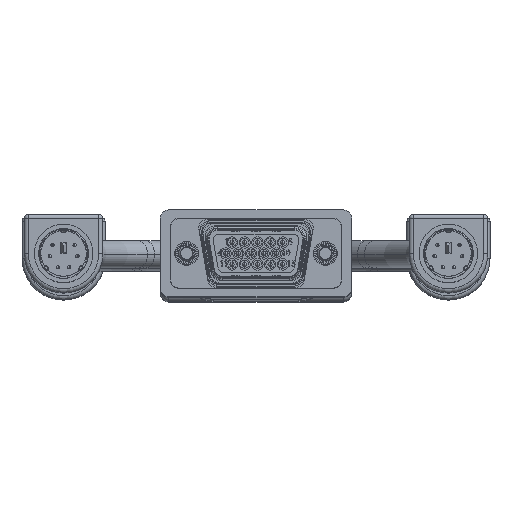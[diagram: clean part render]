
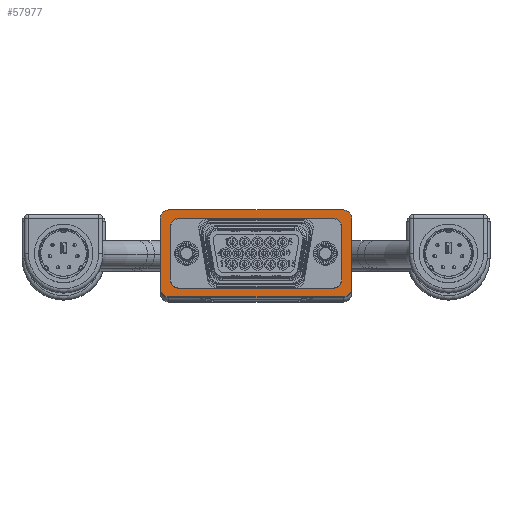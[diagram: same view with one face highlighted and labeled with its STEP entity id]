
A CAD part, top view. The second image highlights one B-rep face of the part: STEP entity #57977.
In plain terms, the highlighted face is planar.
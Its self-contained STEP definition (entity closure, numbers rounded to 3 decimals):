
#582 = ORIENTED_EDGE ( 'NONE', *, *, #58728, .F. ) ;
#1144 = DIRECTION ( 'NONE',  ( 1., 0., 0. ) ) ;
#2726 = CARTESIAN_POINT ( 'NONE',  ( -17.234, -7.836, -17.716 ) ) ;
#5919 = EDGE_LOOP ( 'NONE', ( #78428, #34173, #95209, #97616, #71078, #95321, #20741, #76981 ) ) ;
#7452 = ORIENTED_EDGE ( 'NONE', *, *, #59792, .F. ) ;
#7725 = AXIS2_PLACEMENT_3D ( 'NONE', #106325, #96091, #105935 ) ;
#8122 = DIRECTION ( 'NONE',  ( -1., 0., 0. ) ) ;
#8567 = VERTEX_POINT ( 'NONE', #96470 ) ;
#10021 = VERTEX_POINT ( 'NONE', #33858 ) ;
#10525 = CARTESIAN_POINT ( 'NONE',  ( 15.43, -4.775, -17.716 ) ) ;
#11959 = EDGE_CURVE ( 'NONE', #101597, #28547, #46583, .T. ) ;
#12471 = DIRECTION ( 'NONE',  ( 0., -1., 0. ) ) ;
#13191 = DIRECTION ( 'NONE',  ( 0., 0., -1. ) ) ;
#13711 = VECTOR ( 'NONE', #8122, 1000. ) ;
#16045 = LINE ( 'NONE', #24102, #82942 ) ;
#16069 = VERTEX_POINT ( 'NONE', #72693 ) ;
#16073 = VERTEX_POINT ( 'NONE', #91074 ) ;
#16343 = AXIS2_PLACEMENT_3D ( 'NONE', #40240, #13191, #21968 ) ;
#19120 = ORIENTED_EDGE ( 'NONE', *, *, #108827, .F. ) ;
#20568 = CARTESIAN_POINT ( 'NONE',  ( -15.431, -4.775, -17.716 ) ) ;
#20733 = CARTESIAN_POINT ( 'NONE',  ( -17.234, 6.312, -17.716 ) ) ;
#20741 = ORIENTED_EDGE ( 'NONE', *, *, #58818, .T. ) ;
#21930 = LINE ( 'NONE', #77188, #13711 ) ;
#21968 = DIRECTION ( 'NONE',  ( 1., 0., 0. ) ) ;
#23250 = DIRECTION ( 'NONE',  ( -1., 0., 0. ) ) ;
#23299 = VERTEX_POINT ( 'NONE', #105858 ) ;
#23478 = EDGE_CURVE ( 'NONE', #26413, #74435, #108933, .T. ) ;
#23574 = FACE_BOUND ( 'NONE', #58513, .T. ) ;
#23741 = DIRECTION ( 'NONE',  ( -1., 0., 0. ) ) ;
#24102 = CARTESIAN_POINT ( 'NONE',  ( -17.234, 7.836, -17.716 ) ) ;
#24146 = CARTESIAN_POINT ( 'NONE',  ( -17.234, 7.836, -17.716 ) ) ;
#26199 = DIRECTION ( 'NONE',  ( 0., 0., -1. ) ) ;
#26413 = VERTEX_POINT ( 'NONE', #20568 ) ;
#28547 = VERTEX_POINT ( 'NONE', #93051 ) ;
#28671 = EDGE_CURVE ( 'NONE', #16069, #79993, #45781, .T. ) ;
#32015 = LINE ( 'NONE', #102659, #71440 ) ;
#32227 = ORIENTED_EDGE ( 'NONE', *, *, #52292, .F. ) ;
#32864 = EDGE_CURVE ( 'NONE', #101597, #79993, #76116, .T. ) ;
#33242 = CIRCLE ( 'NONE', #92576, 1.524 ) ;
#33487 = DIRECTION ( 'NONE',  ( 0., 0., -1. ) ) ;
#33858 = CARTESIAN_POINT ( 'NONE',  ( 15.431, 4.775, -17.716 ) ) ;
#33884 = CARTESIAN_POINT ( 'NONE',  ( -15.71, -6.312, -17.716 ) ) ;
#34173 = ORIENTED_EDGE ( 'NONE', *, *, #11959, .T. ) ;
#34872 = LINE ( 'NONE', #64304, #45134 ) ;
#36117 = DIRECTION ( 'NONE',  ( 1., 0., 0. ) ) ;
#39687 = VERTEX_POINT ( 'NONE', #84173 ) ;
#40240 = CARTESIAN_POINT ( 'NONE',  ( 15.71, 6.312, -17.716 ) ) ;
#40938 = DIRECTION ( 'NONE',  ( 0., 0., 1. ) ) ;
#45127 = CIRCLE ( 'NONE', #72041, 1.524 ) ;
#45134 = VECTOR ( 'NONE', #12471, 1000. ) ;
#45781 = CIRCLE ( 'NONE', #87163, 1.524 ) ;
#46583 = CIRCLE ( 'NONE', #49643, 1.524 ) ;
#47036 = VECTOR ( 'NONE', #83346, 1000. ) ;
#49643 = AXIS2_PLACEMENT_3D ( 'NONE', #103272, #33487, #51006 ) ;
#51006 = DIRECTION ( 'NONE',  ( 1., 0., 0. ) ) ;
#51992 = EDGE_CURVE ( 'NONE', #78420, #16073, #57462, .T. ) ;
#52292 = EDGE_CURVE ( 'NONE', #74435, #100717, #45127, .T. ) ;
#52668 = CARTESIAN_POINT ( 'NONE',  ( 13.906, 4.775, -17.716 ) ) ;
#53232 = LINE ( 'NONE', #2726, #75097 ) ;
#53449 = FACE_OUTER_BOUND ( 'NONE', #5919, .T. ) ;
#54595 = ORIENTED_EDGE ( 'NONE', *, *, #108487, .F. ) ;
#55017 = DIRECTION ( 'NONE',  ( 1., 0., 0. ) ) ;
#55395 = CARTESIAN_POINT ( 'NONE',  ( 13.906, -4.775, -17.716 ) ) ;
#57462 = CIRCLE ( 'NONE', #7725, 1.524 ) ;
#57977 = ADVANCED_FACE ( 'NONE', ( #23574, #53449 ), #74103, .F. ) ;
#58513 = EDGE_LOOP ( 'NONE', ( #91650, #19120, #54595, #32227, #95259, #112908, #582, #7452 ) ) ;
#58728 = EDGE_CURVE ( 'NONE', #23299, #105085, #21930, .T. ) ;
#58818 = EDGE_CURVE ( 'NONE', #16073, #16069, #53232, .T. ) ;
#59408 = DIRECTION ( 'NONE',  ( 1., 0., 0. ) ) ;
#59792 = EDGE_CURVE ( 'NONE', #63215, #23299, #70672, .T. ) ;
#60086 = CARTESIAN_POINT ( 'NONE',  ( -13.906, 6.299, -17.716 ) ) ;
#60132 = DIRECTION ( 'NONE',  ( 0., 0., -1. ) ) ;
#62126 = EDGE_CURVE ( 'NONE', #39687, #8567, #94286, .T. ) ;
#63215 = VERTEX_POINT ( 'NONE', #10525 ) ;
#64213 = EDGE_CURVE ( 'NONE', #39687, #28547, #16045, .T. ) ;
#64304 = CARTESIAN_POINT ( 'NONE',  ( 15.43, 4.775, -17.716 ) ) ;
#65993 = EDGE_CURVE ( 'NONE', #10021, #63215, #34872, .T. ) ;
#66654 = CARTESIAN_POINT ( 'NONE',  ( -13.907, 4.775, -17.716 ) ) ;
#67532 = CARTESIAN_POINT ( 'NONE',  ( -15.431, 4.775, -17.716 ) ) ;
#67893 = DIRECTION ( 'NONE',  ( 0., -1., 0. ) ) ;
#68131 = DIRECTION ( 'NONE',  ( 0., 0., -1. ) ) ;
#69264 = VECTOR ( 'NONE', #109667, 1000. ) ;
#70672 = CIRCLE ( 'NONE', #92898, 1.524 ) ;
#71078 = ORIENTED_EDGE ( 'NONE', *, *, #85621, .T. ) ;
#71152 = CARTESIAN_POINT ( 'NONE',  ( -13.906, -6.299, -17.716 ) ) ;
#71440 = VECTOR ( 'NONE', #67893, 1000. ) ;
#72041 = AXIS2_PLACEMENT_3D ( 'NONE', #66654, #68131, #23250 ) ;
#72354 = CIRCLE ( 'NONE', #92903, 1.524 ) ;
#72693 = CARTESIAN_POINT ( 'NONE',  ( -15.71, -7.836, -17.716 ) ) ;
#74103 = PLANE ( 'NONE',  #79263 ) ;
#74197 = CARTESIAN_POINT ( 'NONE',  ( -15.431, 4.775, -17.716 ) ) ;
#74286 = LINE ( 'NONE', #102369, #47036 ) ;
#74435 = VERTEX_POINT ( 'NONE', #67532 ) ;
#75097 = VECTOR ( 'NONE', #82095, 1000. ) ;
#76116 = LINE ( 'NONE', #99367, #99348 ) ;
#76981 = ORIENTED_EDGE ( 'NONE', *, *, #28671, .T. ) ;
#77188 = CARTESIAN_POINT ( 'NONE',  ( 13.906, -6.299, -17.716 ) ) ;
#78264 = DIRECTION ( 'NONE',  ( 0., 0., -1. ) ) ;
#78420 = VERTEX_POINT ( 'NONE', #91368 ) ;
#78428 = ORIENTED_EDGE ( 'NONE', *, *, #32864, .F. ) ;
#79263 = AXIS2_PLACEMENT_3D ( 'NONE', #24146, #40938, #85171 ) ;
#79993 = VERTEX_POINT ( 'NONE', #80698 ) ;
#80698 = CARTESIAN_POINT ( 'NONE',  ( -17.234, -6.312, -17.716 ) ) ;
#82095 = DIRECTION ( 'NONE',  ( -1., 0., 0. ) ) ;
#82942 = VECTOR ( 'NONE', #23741, 1000. ) ;
#83346 = DIRECTION ( 'NONE',  ( 1., 0., 0. ) ) ;
#84173 = CARTESIAN_POINT ( 'NONE',  ( 15.71, 7.836, -17.716 ) ) ;
#84272 = VERTEX_POINT ( 'NONE', #105070 ) ;
#85171 = DIRECTION ( 'NONE',  ( 1., 0., 0. ) ) ;
#85621 = EDGE_CURVE ( 'NONE', #8567, #78420, #32015, .T. ) ;
#87163 = AXIS2_PLACEMENT_3D ( 'NONE', #33884, #60132, #59408 ) ;
#88394 = CARTESIAN_POINT ( 'NONE',  ( -13.907, -4.775, -17.716 ) ) ;
#90606 = DIRECTION ( 'NONE',  ( 0., -1., 0. ) ) ;
#91074 = CARTESIAN_POINT ( 'NONE',  ( 15.71, -7.836, -17.716 ) ) ;
#91368 = CARTESIAN_POINT ( 'NONE',  ( 17.234, -6.312, -17.716 ) ) ;
#91650 = ORIENTED_EDGE ( 'NONE', *, *, #65993, .F. ) ;
#92576 = AXIS2_PLACEMENT_3D ( 'NONE', #52668, #78264, #1144 ) ;
#92898 = AXIS2_PLACEMENT_3D ( 'NONE', #55395, #99740, #55017 ) ;
#92903 = AXIS2_PLACEMENT_3D ( 'NONE', #88394, #26199, #36117 ) ;
#93051 = CARTESIAN_POINT ( 'NONE',  ( -15.71, 7.836, -17.716 ) ) ;
#94286 = CIRCLE ( 'NONE', #16343, 1.524 ) ;
#95209 = ORIENTED_EDGE ( 'NONE', *, *, #64213, .F. ) ;
#95259 = ORIENTED_EDGE ( 'NONE', *, *, #23478, .F. ) ;
#95321 = ORIENTED_EDGE ( 'NONE', *, *, #51992, .T. ) ;
#96091 = DIRECTION ( 'NONE',  ( 0., 0., -1. ) ) ;
#96470 = CARTESIAN_POINT ( 'NONE',  ( 17.234, 6.312, -17.716 ) ) ;
#97616 = ORIENTED_EDGE ( 'NONE', *, *, #62126, .T. ) ;
#99348 = VECTOR ( 'NONE', #90606, 1000. ) ;
#99367 = CARTESIAN_POINT ( 'NONE',  ( -17.234, 7.836, -17.716 ) ) ;
#99740 = DIRECTION ( 'NONE',  ( 0., 0., -1. ) ) ;
#100717 = VERTEX_POINT ( 'NONE', #60086 ) ;
#101597 = VERTEX_POINT ( 'NONE', #20733 ) ;
#102369 = CARTESIAN_POINT ( 'NONE',  ( 13.906, 6.299, -17.716 ) ) ;
#102659 = CARTESIAN_POINT ( 'NONE',  ( 17.234, 7.836, -17.716 ) ) ;
#103272 = CARTESIAN_POINT ( 'NONE',  ( -15.71, 6.312, -17.716 ) ) ;
#105070 = CARTESIAN_POINT ( 'NONE',  ( 13.906, 6.299, -17.716 ) ) ;
#105083 = EDGE_CURVE ( 'NONE', #105085, #26413, #72354, .T. ) ;
#105085 = VERTEX_POINT ( 'NONE', #71152 ) ;
#105858 = CARTESIAN_POINT ( 'NONE',  ( 13.906, -6.299, -17.716 ) ) ;
#105935 = DIRECTION ( 'NONE',  ( 1., 0., 0. ) ) ;
#106325 = CARTESIAN_POINT ( 'NONE',  ( 15.71, -6.312, -17.716 ) ) ;
#108487 = EDGE_CURVE ( 'NONE', #100717, #84272, #74286, .T. ) ;
#108827 = EDGE_CURVE ( 'NONE', #84272, #10021, #33242, .T. ) ;
#108933 = LINE ( 'NONE', #74197, #69264 ) ;
#109667 = DIRECTION ( 'NONE',  ( 0., 1., 0. ) ) ;
#112908 = ORIENTED_EDGE ( 'NONE', *, *, #105083, .F. ) ;
